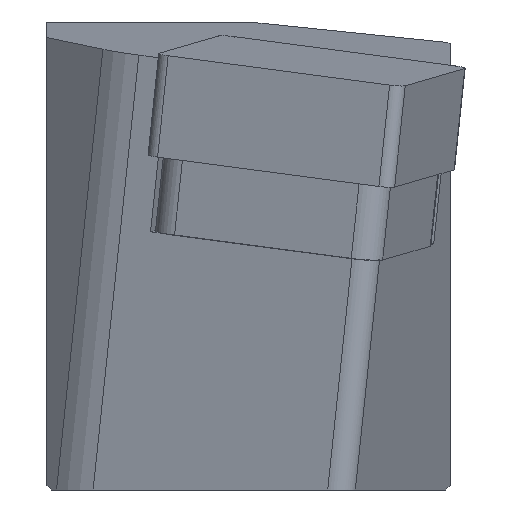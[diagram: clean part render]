
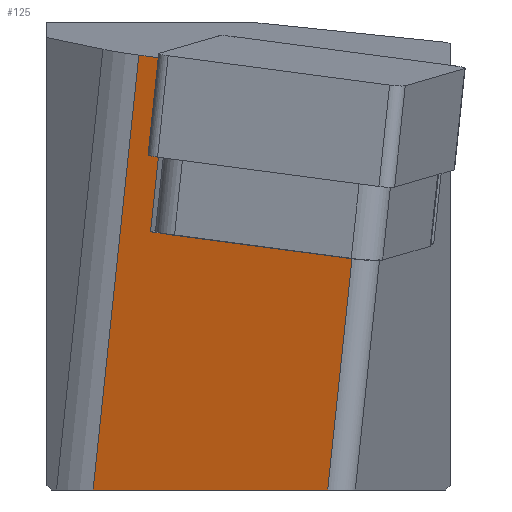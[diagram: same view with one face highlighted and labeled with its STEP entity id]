
A CAD part, left-side view. The second image highlights one B-rep face of the part: STEP entity #125.
In plain terms, the highlighted planar face has unit normal (-0.963, 0.258, -0.075).
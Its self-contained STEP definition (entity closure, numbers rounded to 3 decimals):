
#125=ADVANCED_FACE('',(#218),#178,.F.);
#178=PLANE('',#1028);
#218=FACE_OUTER_BOUND('',#271,.T.);
#271=EDGE_LOOP('',(#572,#573,#574,#575,#576,#577,#578));
#318=LINE('',#1368,#421);
#329=LINE('',#1396,#432);
#353=LINE('',#1446,#456);
#354=LINE('',#1447,#457);
#355=LINE('',#1449,#458);
#356=LINE('',#1451,#459);
#357=LINE('',#1453,#460);
#421=VECTOR('',#1103,1.);
#432=VECTOR('',#1122,1.);
#456=VECTOR('',#1162,1.);
#457=VECTOR('',#1163,1.);
#458=VECTOR('',#1164,1.);
#459=VECTOR('',#1165,1.);
#460=VECTOR('',#1166,1.);
#572=ORIENTED_EDGE('',*,*,#864,.F.);
#573=ORIENTED_EDGE('',*,*,#903,.T.);
#574=ORIENTED_EDGE('',*,*,#877,.F.);
#575=ORIENTED_EDGE('',*,*,#904,.T.);
#576=ORIENTED_EDGE('',*,*,#905,.F.);
#577=ORIENTED_EDGE('',*,*,#906,.F.);
#578=ORIENTED_EDGE('',*,*,#907,.F.);
#783=VERTEX_POINT('',#1365);
#784=VERTEX_POINT('',#1367);
#788=VERTEX_POINT('',#1378);
#797=VERTEX_POINT('',#1395);
#816=VERTEX_POINT('',#1448);
#817=VERTEX_POINT('',#1450);
#818=VERTEX_POINT('',#1452);
#864=EDGE_CURVE('',#784,#783,#318,.T.);
#877=EDGE_CURVE('',#797,#788,#329,.T.);
#903=EDGE_CURVE('',#784,#788,#353,.T.);
#904=EDGE_CURVE('',#797,#816,#354,.T.);
#905=EDGE_CURVE('',#817,#816,#355,.T.);
#906=EDGE_CURVE('',#818,#817,#356,.T.);
#907=EDGE_CURVE('',#783,#818,#357,.T.);
#1028=AXIS2_PLACEMENT_3D('',#1454,#1167,#1168);
#1103=DIRECTION('',(-0.248,-0.961,-0.127));
#1122=DIRECTION('',(-0.248,-0.961,-0.127));
#1162=DIRECTION('',(-0.105,-0.104,0.989));
#1163=DIRECTION('',(0.105,0.104,-0.989));
#1164=DIRECTION('',(0.259,0.966,0.));
#1165=DIRECTION('',(0.105,0.104,-0.989));
#1166=DIRECTION('',(-0.248,-0.961,-0.127));
#1167=DIRECTION('',(0.963,-0.258,0.075));
#1168=DIRECTION('',(0.259,0.966,0.));
#1365=CARTESIAN_POINT('',(5.536,-7.217,-9.104));
#1367=CARTESIAN_POINT('',(5.741,-6.424,-8.999));
#1368=CARTESIAN_POINT('',(2.523,-18.911,-10.652));
#1378=CARTESIAN_POINT('',(4.61,-7.549,1.703));
#1395=CARTESIAN_POINT('',(5.086,-5.7,1.947));
#1396=CARTESIAN_POINT('',(1.392,-20.036,0.05));
#1446=CARTESIAN_POINT('',(4.173,-7.984,5.837));
#1447=CARTESIAN_POINT('',(9.236,-1.573,-37.319));
#1448=CARTESIAN_POINT('',(7.934,-2.867,-25.));
#1449=CARTESIAN_POINT('',(4.513,-15.633,-25.));
#1450=CARTESIAN_POINT('',(4.039,-17.403,-25.));
#1451=CARTESIAN_POINT('',(5.542,-15.909,-39.216));
#1452=CARTESIAN_POINT('',(2.523,-18.911,-10.652));
#1453=CARTESIAN_POINT('',(2.523,-18.911,-10.652));
#1454=CARTESIAN_POINT('',(5.542,-15.909,-39.216));
